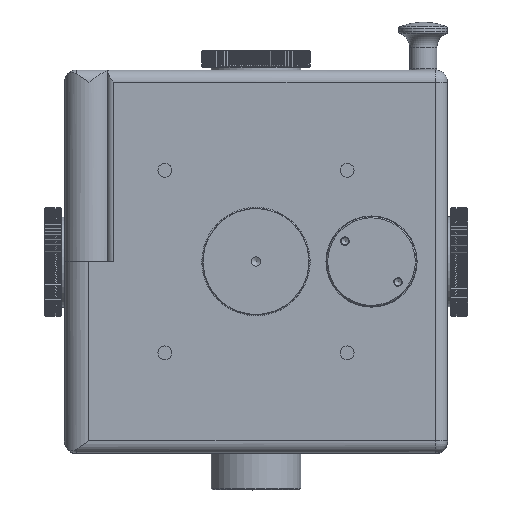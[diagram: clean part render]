
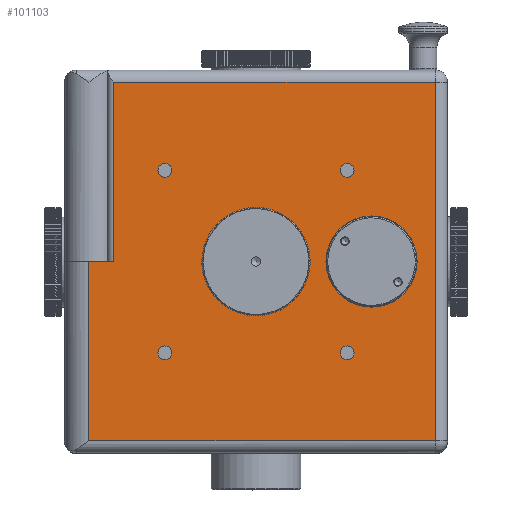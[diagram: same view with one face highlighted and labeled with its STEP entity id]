
A CAD part, top view. The second image highlights one B-rep face of the part: STEP entity #101103.
In plain terms, the highlighted planar face has unit normal (0, 0, 1).
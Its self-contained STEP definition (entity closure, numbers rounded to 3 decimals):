
#1483 = CARTESIAN_POINT ( 'NONE',  ( -31.5, -0.025, 31.5 ) ) ;
#6520 = CARTESIAN_POINT ( 'NONE',  ( 15., -15., 31.5 ) ) ;
#17705 = CARTESIAN_POINT ( 'NONE',  ( 29.5, 29.5, 31.5 ) ) ;
#19255 = EDGE_LOOP ( 'NONE', ( #185357 ) ) ;
#20085 = FACE_BOUND ( 'NONE', #276482, .T. ) ;
#32411 = CARTESIAN_POINT ( 'NONE',  ( 31.5, 29.5, 31.5 ) ) ;
#32416 = DIRECTION ( 'NONE',  ( 0., 1., 0. ) ) ;
#32707 = EDGE_CURVE ( 'NONE', #79163, #79163, #124776, .T. ) ;
#33907 = LINE ( 'NONE', #32411, #154048 ) ;
#34216 = ORIENTED_EDGE ( 'NONE', *, *, #186500, .F. ) ;
#39054 = CARTESIAN_POINT ( 'NONE',  ( 16.13, -15., 31.5 ) ) ;
#42840 = CARTESIAN_POINT ( 'NONE',  ( 31.5, -31.5, 31.5 ) ) ;
#43088 = VERTEX_POINT ( 'NONE', #85782 ) ;
#45802 = FACE_BOUND ( 'NONE', #172745, .T. ) ;
#46934 = DIRECTION ( 'NONE',  ( 0., 0., 1. ) ) ;
#48235 = CARTESIAN_POINT ( 'NONE',  ( -27.5, -29.5, 31.5 ) ) ;
#49957 = DIRECTION ( 'NONE',  ( 1., 0., 0. ) ) ;
#56840 = LINE ( 'NONE', #129573, #272688 ) ;
#58763 = EDGE_CURVE ( 'NONE', #228843, #228843, #66203, .T. ) ;
#61210 = DIRECTION ( 'NONE',  ( 0., 0., 1. ) ) ;
#64861 = VERTEX_POINT ( 'NONE', #216749 ) ;
#66203 = CIRCLE ( 'NONE', #148455, 1.13 ) ;
#70929 = DIRECTION ( 'NONE',  ( 1., 0., 0. ) ) ;
#74766 = DIRECTION ( 'NONE',  ( 1., 0., 0. ) ) ;
#78687 = EDGE_CURVE ( 'NONE', #94475, #43088, #284504, .T. ) ;
#79163 = VERTEX_POINT ( 'NONE', #290919 ) ;
#80913 = DIRECTION ( 'NONE',  ( -1., 0., 0. ) ) ;
#84060 = VERTEX_POINT ( 'NONE', #176343 ) ;
#85680 = EDGE_LOOP ( 'NONE', ( #100119, #235062, #238406, #95949, #201824, #231285 ) ) ;
#85782 = CARTESIAN_POINT ( 'NONE',  ( -23.425, -0.025, 31.5 ) ) ;
#90437 = ORIENTED_EDGE ( 'NONE', *, *, #58763, .F. ) ;
#92642 = EDGE_LOOP ( 'NONE', ( #90437 ) ) ;
#92811 = FACE_BOUND ( 'NONE', #113275, .T. ) ;
#94475 = VERTEX_POINT ( 'NONE', #244954 ) ;
#95923 = CARTESIAN_POINT ( 'NONE',  ( -15., -15., 31.5 ) ) ;
#95949 = ORIENTED_EDGE ( 'NONE', *, *, #133139, .F. ) ;
#97173 = EDGE_CURVE ( 'NONE', #234636, #268969, #56840, .T. ) ;
#98345 = CARTESIAN_POINT ( 'NONE',  ( -23.425, -31.5, 31.5 ) ) ;
#98937 = CARTESIAN_POINT ( 'NONE',  ( 11.5, 0., 31.5 ) ) ;
#100119 = ORIENTED_EDGE ( 'NONE', *, *, #167249, .T. ) ;
#100264 = CIRCLE ( 'NONE', #138764, 1.13 ) ;
#101103 = ADVANCED_FACE ( 'NONE', ( #20085, #92811, #133836, #45802, #274443, #298521, #179136 ), #115583, .T. ) ;
#101300 = CIRCLE ( 'NONE', #183360, 7.5 ) ;
#111048 = VECTOR ( 'NONE', #32416, 1000. ) ;
#112589 = DIRECTION ( 'NONE',  ( 0., 0., 1. ) ) ;
#113275 = EDGE_LOOP ( 'NONE', ( #34216 ) ) ;
#115583 = PLANE ( 'NONE',  #284759 ) ;
#119415 = CARTESIAN_POINT ( 'NONE',  ( 15., 15., 31.5 ) ) ;
#120441 = VECTOR ( 'NONE', #162044, 1000. ) ;
#124776 = CIRCLE ( 'NONE', #153951, 1.13 ) ;
#129573 = CARTESIAN_POINT ( 'NONE',  ( 31.5, -29.5, 31.5 ) ) ;
#133139 = EDGE_CURVE ( 'NONE', #234636, #94475, #265491, .T. ) ;
#133447 = CARTESIAN_POINT ( 'NONE',  ( 0., 0., 31.5 ) ) ;
#133836 = FACE_BOUND ( 'NONE', #214146, .T. ) ;
#134934 = DIRECTION ( 'NONE',  ( 1., 0., 0. ) ) ;
#135232 = CIRCLE ( 'NONE', #139974, 1.13 ) ;
#138764 = AXIS2_PLACEMENT_3D ( 'NONE', #6520, #211009, #74766 ) ;
#139549 = CARTESIAN_POINT ( 'NONE',  ( 29.5, -31.5, 31.5 ) ) ;
#139974 = AXIS2_PLACEMENT_3D ( 'NONE', #119415, #167790, #70929 ) ;
#141441 = DIRECTION ( 'NONE',  ( 0., 0., 1. ) ) ;
#148455 = AXIS2_PLACEMENT_3D ( 'NONE', #95923, #141441, #235265 ) ;
#153951 = AXIS2_PLACEMENT_3D ( 'NONE', #247528, #61210, #176262 ) ;
#154048 = VECTOR ( 'NONE', #80913, 1000. ) ;
#162044 = DIRECTION ( 'NONE',  ( 0., -1., 0. ) ) ;
#167249 = EDGE_CURVE ( 'NONE', #269709, #64861, #33907, .T. ) ;
#167790 = DIRECTION ( 'NONE',  ( 0., 0., 1. ) ) ;
#172745 = EDGE_LOOP ( 'NONE', ( #257658 ) ) ;
#173243 = CARTESIAN_POINT ( 'NONE',  ( -27.5, -31.5, 31.5 ) ) ;
#174940 = EDGE_CURVE ( 'NONE', #64861, #43088, #213408, .T. ) ;
#176262 = DIRECTION ( 'NONE',  ( 1., 0., 0. ) ) ;
#176343 = CARTESIAN_POINT ( 'NONE',  ( 7.5, 0., 31.5 ) ) ;
#179136 = FACE_OUTER_BOUND ( 'NONE', #85680, .T. ) ;
#183360 = AXIS2_PLACEMENT_3D ( 'NONE', #133447, #46934, #134934 ) ;
#185357 = ORIENTED_EDGE ( 'NONE', *, *, #290710, .F. ) ;
#186500 = EDGE_CURVE ( 'NONE', #84060, #84060, #101300, .T. ) ;
#194832 = DIRECTION ( 'NONE',  ( 0., 0., -1. ) ) ;
#200560 = CARTESIAN_POINT ( 'NONE',  ( 16.13, 15., 31.5 ) ) ;
#201451 = CIRCLE ( 'NONE', #249901, 7.5 ) ;
#201824 = ORIENTED_EDGE ( 'NONE', *, *, #97173, .T. ) ;
#211009 = DIRECTION ( 'NONE',  ( 0., 0., 1. ) ) ;
#213408 = LINE ( 'NONE', #98345, #120441 ) ;
#214146 = EDGE_LOOP ( 'NONE', ( #247343 ) ) ;
#216749 = CARTESIAN_POINT ( 'NONE',  ( -23.425, 29.5, 31.5 ) ) ;
#217391 = DIRECTION ( 'NONE',  ( 1., 0., 0. ) ) ;
#218393 = EDGE_CURVE ( 'NONE', #244658, #244658, #135232, .T. ) ;
#224405 = CARTESIAN_POINT ( 'NONE',  ( -13.87, -15., 31.5 ) ) ;
#228843 = VERTEX_POINT ( 'NONE', #224405 ) ;
#231285 = ORIENTED_EDGE ( 'NONE', *, *, #255180, .T. ) ;
#234636 = VERTEX_POINT ( 'NONE', #48235 ) ;
#234853 = LINE ( 'NONE', #139549, #271126 ) ;
#235062 = ORIENTED_EDGE ( 'NONE', *, *, #174940, .T. ) ;
#235265 = DIRECTION ( 'NONE',  ( 1., 0., 0. ) ) ;
#238406 = ORIENTED_EDGE ( 'NONE', *, *, #78687, .F. ) ;
#238812 = CARTESIAN_POINT ( 'NONE',  ( 19., 0., 31.5 ) ) ;
#244658 = VERTEX_POINT ( 'NONE', #200560 ) ;
#244954 = CARTESIAN_POINT ( 'NONE',  ( -27.5, -0.025, 31.5 ) ) ;
#246666 = VERTEX_POINT ( 'NONE', #39054 ) ;
#247343 = ORIENTED_EDGE ( 'NONE', *, *, #32707, .F. ) ;
#247528 = CARTESIAN_POINT ( 'NONE',  ( -15., 15., 31.5 ) ) ;
#249901 = AXIS2_PLACEMENT_3D ( 'NONE', #238812, #194832, #262916 ) ;
#255180 = EDGE_CURVE ( 'NONE', #268969, #269709, #234853, .T. ) ;
#255743 = ORIENTED_EDGE ( 'NONE', *, *, #268386, .T. ) ;
#256731 = VECTOR ( 'NONE', #49957, 1000. ) ;
#257658 = ORIENTED_EDGE ( 'NONE', *, *, #218393, .F. ) ;
#262916 = DIRECTION ( 'NONE',  ( -1., 0., 0. ) ) ;
#265491 = LINE ( 'NONE', #173243, #111048 ) ;
#268386 = EDGE_CURVE ( 'NONE', #285033, #285033, #201451, .T. ) ;
#268969 = VERTEX_POINT ( 'NONE', #274969 ) ;
#269709 = VERTEX_POINT ( 'NONE', #17705 ) ;
#271126 = VECTOR ( 'NONE', #278663, 1000. ) ;
#272688 = VECTOR ( 'NONE', #217391, 1000. ) ;
#274443 = FACE_BOUND ( 'NONE', #19255, .T. ) ;
#274969 = CARTESIAN_POINT ( 'NONE',  ( 29.5, -29.5, 31.5 ) ) ;
#276482 = EDGE_LOOP ( 'NONE', ( #255743 ) ) ;
#278663 = DIRECTION ( 'NONE',  ( 0., 1., 0. ) ) ;
#284504 = LINE ( 'NONE', #1483, #256731 ) ;
#284759 = AXIS2_PLACEMENT_3D ( 'NONE', #42840, #112589, #295570 ) ;
#285033 = VERTEX_POINT ( 'NONE', #98937 ) ;
#290710 = EDGE_CURVE ( 'NONE', #246666, #246666, #100264, .T. ) ;
#290919 = CARTESIAN_POINT ( 'NONE',  ( -13.87, 15., 31.5 ) ) ;
#295570 = DIRECTION ( 'NONE',  ( 1., 0., 0. ) ) ;
#298521 = FACE_BOUND ( 'NONE', #92642, .T. ) ;
